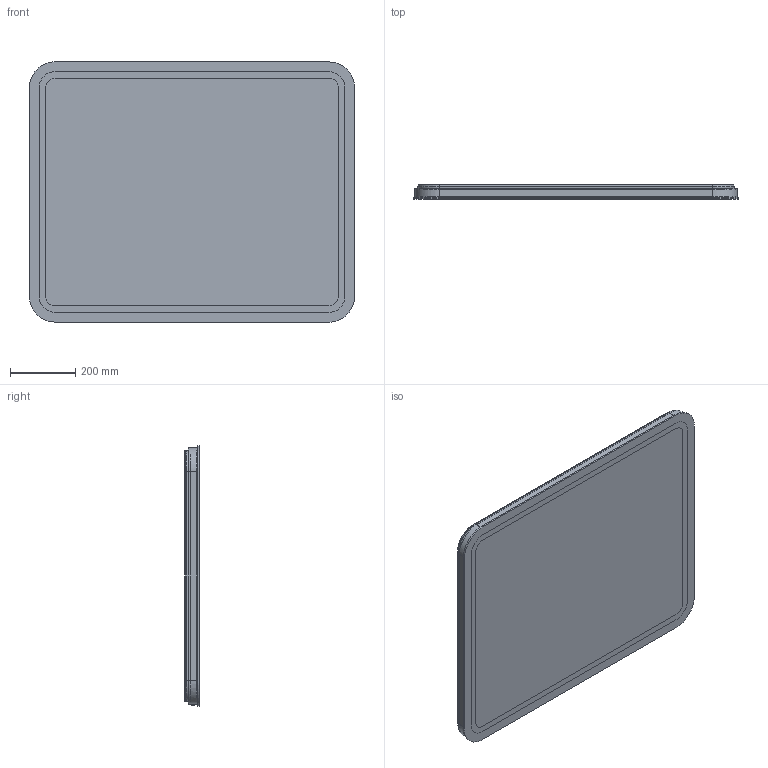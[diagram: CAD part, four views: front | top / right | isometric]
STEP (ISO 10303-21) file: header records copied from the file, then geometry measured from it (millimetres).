
FILE_DESCRIPTION(/* description */ (''),/* implementation_level */ '2;1');
FILE_NAME(/* name */ 'STEP - REC 80100 711 G_31313',/* time_stamp */ '2025-06-18T09:20:06+10:00',/* author */ (''),/* organization */ (''),/* preprocessor_version */ 'ST-DEVELOPER v16.5',/* originating_system */ 'Rhino 7.37',/* authorisation */ '');
FILE_SCHEMA (('AUTOMOTIVE_DESIGN'));
Length unit declared in the file: millimetre
Products named in the file (2): Document; Block 08
Assembly tree (1 placements, depth 2):
  Document
    Block 08
Bounding box: 1000 x 44.02 x 800 mm (x, y, z)
Volume: 20586392 mm3; surface area: 4214287.1 mm2
Topology: 6 solids, 6 shells, 287 faces, 747 edges, 494 vertices
Faces by surface type: plane 150, cylinder 111, bspline 26
Entity records: 9431 total; most frequent: CARTESIAN_POINT 4460, ORIENTED_EDGE 1494, EDGE_CURVE 747, VERTEX_POINT 494, B_SPLINE_CURVE_WITH_KNOTS 475, EDGE_LOOP 311, ADVANCED_FACE 287, FACE_OUTER_BOUND 287
